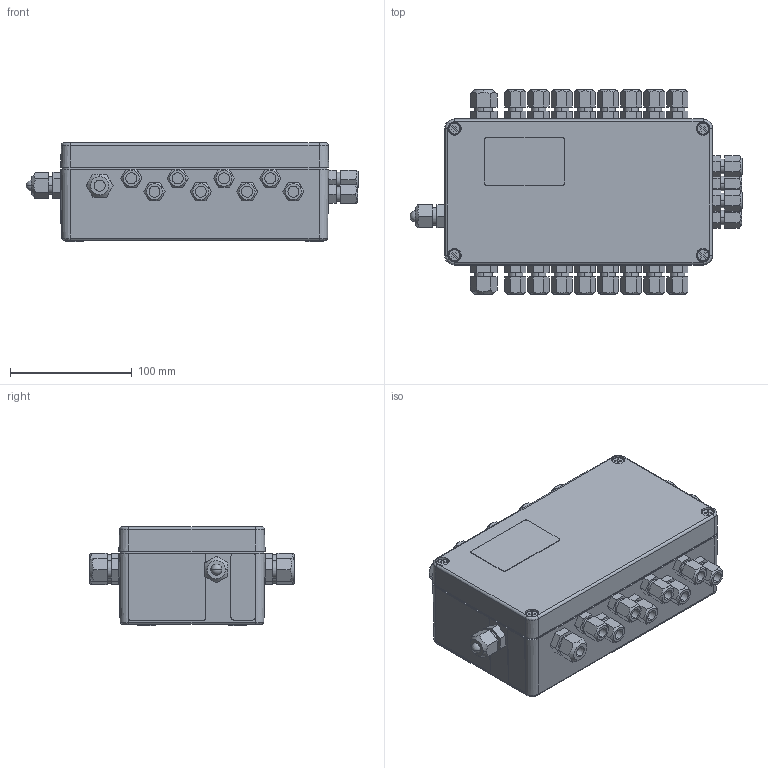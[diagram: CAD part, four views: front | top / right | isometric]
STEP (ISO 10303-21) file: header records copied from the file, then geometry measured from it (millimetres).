
FILE_DESCRIPTION (( 'STEP AP214' ), '1' );
FILE_NAME ('MSSPD-N2_352116.STEP', '2015-02-20T07:38:05', ( 'Admin1' ), ( '' ), 'SwSTEP 2.0', 'SolidWorks 2014', '' );
FILE_SCHEMA (( 'AUTOMOTIVE_DESIGN' ));
Length unit declared in the file: millimetre
Products named in the file (1): MSSPD-N2_352116
Bounding box: 272.44 x 168 x 81.5 mm (x, y, z)
Surface area: 175136.2 mm2 (no closed solid volume)
Topology: 0 solids, 56 shells, 659 faces, 1825 edges, 1222 vertices
Faces by surface type: plane 450, cylinder 109, cone 82, bspline 16, sphere 2
Entity records: 29349 total; most frequent: CARTESIAN_POINT 5773, DIRECTION 3268, ORIENTED_EDGE 3142, EDGE_CURVE 1821, VERTEX_POINT 1220, VECTOR 1198, LINE 1198, AXIS2_PLACEMENT_3D 1035
